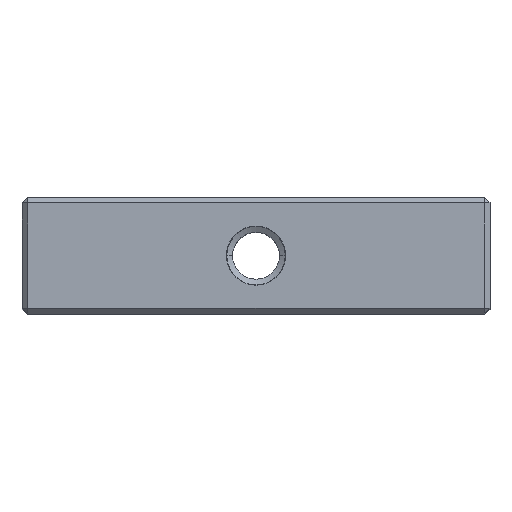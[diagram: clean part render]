
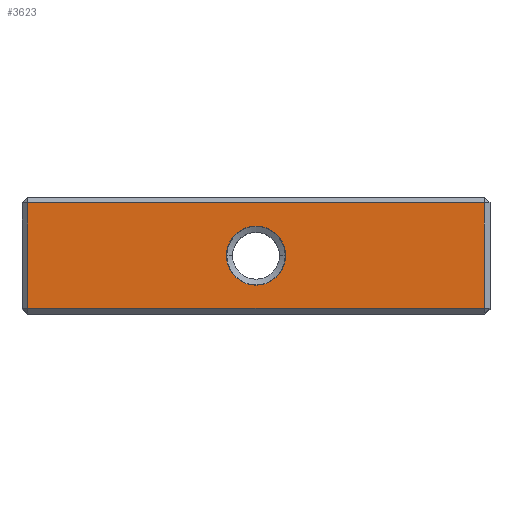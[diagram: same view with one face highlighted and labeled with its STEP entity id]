
A CAD part, top view. The second image highlights one B-rep face of the part: STEP entity #3623.
In plain terms, the highlighted planar face has unit normal (0, 0, 1).
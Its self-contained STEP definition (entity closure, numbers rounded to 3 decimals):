
#116 = CARTESIAN_POINT ( 'NONE',  ( 20., 5., 0. ) ) ;
#177 = LINE ( 'NONE', #2071, #3252 ) ;
#271 = ORIENTED_EDGE ( 'NONE', *, *, #761, .T. ) ;
#410 = VERTEX_POINT ( 'NONE', #1156 ) ;
#509 = DIRECTION ( 'NONE',  ( 1., 0., 0. ) ) ;
#636 = DIRECTION ( 'NONE',  ( 1., 0., 0. ) ) ;
#761 = EDGE_CURVE ( 'NONE', #3029, #3858, #3778, .T. ) ;
#828 = ORIENTED_EDGE ( 'NONE', *, *, #4200, .T. ) ;
#896 = ORIENTED_EDGE ( 'NONE', *, *, #4288, .T. ) ;
#956 = EDGE_CURVE ( 'NONE', #2595, #2893, #2935, .T. ) ;
#1156 = CARTESIAN_POINT ( 'NONE',  ( 0.5, 9.5, 0. ) ) ;
#1371 = CARTESIAN_POINT ( 'NONE',  ( 22.525, 5., 0. ) ) ;
#1742 = VECTOR ( 'NONE', #4896, 1000. ) ;
#1856 = LINE ( 'NONE', #2956, #2880 ) ;
#1936 = DIRECTION ( 'NONE',  ( 0., 0., -1. ) ) ;
#1959 = EDGE_LOOP ( 'NONE', ( #4787, #4129 ) ) ;
#2040 = VECTOR ( 'NONE', #3225, 1000. ) ;
#2071 = CARTESIAN_POINT ( 'NONE',  ( 0.5, 10., 0. ) ) ;
#2178 = DIRECTION ( 'NONE',  ( 0., 0., 1. ) ) ;
#2200 = CARTESIAN_POINT ( 'NONE',  ( 39.5, 10., 0. ) ) ;
#2257 = EDGE_LOOP ( 'NONE', ( #271, #3817, #828, #896 ) ) ;
#2282 = CARTESIAN_POINT ( 'NONE',  ( 0.5, 0.5, 0. ) ) ;
#2545 = CARTESIAN_POINT ( 'NONE',  ( 39.5, 9.5, 0. ) ) ;
#2595 = VERTEX_POINT ( 'NONE', #4246 ) ;
#2619 = AXIS2_PLACEMENT_3D ( 'NONE', #3848, #1936, #4614 ) ;
#2722 = EDGE_CURVE ( 'NONE', #2893, #2595, #3368, .T. ) ;
#2804 = DIRECTION ( 'NONE',  ( 0., 0., 1. ) ) ;
#2880 = VECTOR ( 'NONE', #636, 1000. ) ;
#2893 = VERTEX_POINT ( 'NONE', #1371 ) ;
#2935 = CIRCLE ( 'NONE', #4553, 2.525 ) ;
#2956 = CARTESIAN_POINT ( 'NONE',  ( 40., 0.5, 0. ) ) ;
#3029 = VERTEX_POINT ( 'NONE', #4903 ) ;
#3196 = LINE ( 'NONE', #4737, #2040 ) ;
#3208 = FACE_OUTER_BOUND ( 'NONE', #2257, .T. ) ;
#3225 = DIRECTION ( 'NONE',  ( -1., 0., 0. ) ) ;
#3252 = VECTOR ( 'NONE', #4763, 1000. ) ;
#3270 = EDGE_CURVE ( 'NONE', #3858, #410, #3196, .T. ) ;
#3368 = CIRCLE ( 'NONE', #3690, 2.525 ) ;
#3559 = VERTEX_POINT ( 'NONE', #2282 ) ;
#3623 = ADVANCED_FACE ( 'NONE', ( #3208, #3980 ), #4239, .F. ) ;
#3690 = AXIS2_PLACEMENT_3D ( 'NONE', #116, #2804, #509 ) ;
#3778 = LINE ( 'NONE', #2200, #1742 ) ;
#3817 = ORIENTED_EDGE ( 'NONE', *, *, #3270, .T. ) ;
#3848 = CARTESIAN_POINT ( 'NONE',  ( 0., 10., 0. ) ) ;
#3858 = VERTEX_POINT ( 'NONE', #2545 ) ;
#3980 = FACE_BOUND ( 'NONE', #1959, .T. ) ;
#4129 = ORIENTED_EDGE ( 'NONE', *, *, #956, .F. ) ;
#4200 = EDGE_CURVE ( 'NONE', #410, #3559, #177, .T. ) ;
#4239 = PLANE ( 'NONE',  #2619 ) ;
#4246 = CARTESIAN_POINT ( 'NONE',  ( 17.475, 5., 0. ) ) ;
#4288 = EDGE_CURVE ( 'NONE', #3559, #3029, #1856, .T. ) ;
#4479 = CARTESIAN_POINT ( 'NONE',  ( 20., 5., 0. ) ) ;
#4553 = AXIS2_PLACEMENT_3D ( 'NONE', #4479, #2178, #4867 ) ;
#4614 = DIRECTION ( 'NONE',  ( -1., 0., 0. ) ) ;
#4737 = CARTESIAN_POINT ( 'NONE',  ( 0., 9.5, 0. ) ) ;
#4763 = DIRECTION ( 'NONE',  ( 0., -1., 0. ) ) ;
#4787 = ORIENTED_EDGE ( 'NONE', *, *, #2722, .F. ) ;
#4867 = DIRECTION ( 'NONE',  ( 1., 0., 0. ) ) ;
#4896 = DIRECTION ( 'NONE',  ( 0., 1., 0. ) ) ;
#4903 = CARTESIAN_POINT ( 'NONE',  ( 39.5, 0.5, 0. ) ) ;
